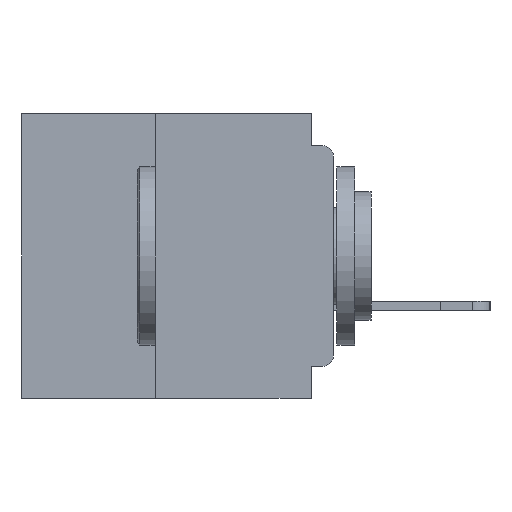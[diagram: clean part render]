
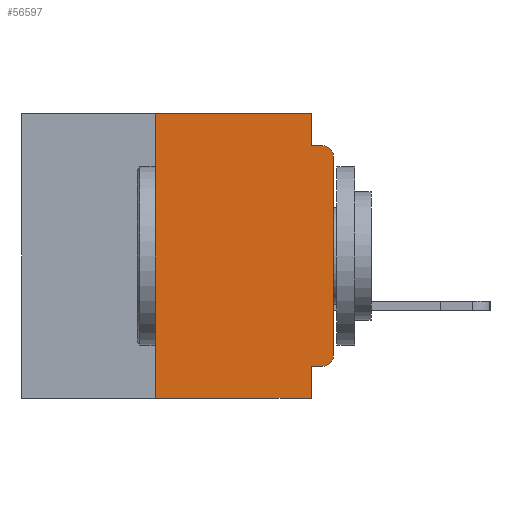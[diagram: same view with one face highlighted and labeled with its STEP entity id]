
A CAD part, left-side view. The second image highlights one B-rep face of the part: STEP entity #56597.
In plain terms, the highlighted planar face has unit normal (-1, 0, 0).
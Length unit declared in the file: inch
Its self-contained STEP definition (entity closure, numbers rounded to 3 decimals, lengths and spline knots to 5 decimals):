
#578 = VECTOR ( 'NONE', #20367, 39.37008 ) ;
#907 = DIRECTION ( 'NONE',  ( 0., 0., -1. ) ) ;
#949 = CARTESIAN_POINT ( 'NONE',  ( 0., 0., 0. ) ) ;
#2388 = VERTEX_POINT ( 'NONE', #10965 ) ;
#2457 = CARTESIAN_POINT ( 'NONE',  ( 0., 0., -0.06 ) ) ;
#3949 = LINE ( 'NONE', #18988, #28406 ) ;
#5726 = ORIENTED_EDGE ( 'NONE', *, *, #20874, .F. ) ;
#7577 = DIRECTION ( 'NONE',  ( 0., 0., -1. ) ) ;
#9619 = ORIENTED_EDGE ( 'NONE', *, *, #49868, .F. ) ;
#9928 = DIRECTION ( 'NONE',  ( -1., 0., 0. ) ) ;
#10965 = CARTESIAN_POINT ( 'NONE',  ( 0., 0., -0.34 ) ) ;
#11015 = VERTEX_POINT ( 'NONE', #35757 ) ;
#15022 = DIRECTION ( 'NONE',  ( 0., 0., 1. ) ) ;
#15080 = LINE ( 'NONE', #15515, #578 ) ;
#15137 = LINE ( 'NONE', #50653, #41089 ) ;
#15308 = CARTESIAN_POINT ( 'NONE',  ( 0., 0.25, 0. ) ) ;
#15390 = DIRECTION ( 'NONE',  ( 1., 0., 0. ) ) ;
#15515 = CARTESIAN_POINT ( 'NONE',  ( 0., 0., -0.045 ) ) ;
#16691 = LINE ( 'NONE', #51516, #54058 ) ;
#17678 = LINE ( 'NONE', #23830, #30745 ) ;
#18147 = VERTEX_POINT ( 'NONE', #27229 ) ;
#18303 = DIRECTION ( 'NONE',  ( -1., 0., 0. ) ) ;
#18988 = CARTESIAN_POINT ( 'NONE',  ( 0., 0., -0.355 ) ) ;
#20367 = DIRECTION ( 'NONE',  ( 0., -1., 0. ) ) ;
#20874 = EDGE_CURVE ( 'NONE', #44101, #11015, #41578, .T. ) ;
#23809 = ORIENTED_EDGE ( 'NONE', *, *, #48292, .F. ) ;
#23830 = CARTESIAN_POINT ( 'NONE',  ( 0., 0.437, 0. ) ) ;
#23848 = VERTEX_POINT ( 'NONE', #40203 ) ;
#23913 = VERTEX_POINT ( 'NONE', #50421 ) ;
#25265 = EDGE_CURVE ( 'NONE', #34044, #23913, #25854, .T. ) ;
#25283 = DIRECTION ( 'NONE',  ( 0., 0., 1. ) ) ;
#25854 = CIRCLE ( 'NONE', #32719, 0.015 ) ;
#27229 = CARTESIAN_POINT ( 'NONE',  ( 0., 0.031, -0.4 ) ) ;
#28406 = VECTOR ( 'NONE', #57932, 39.37008 ) ;
#28621 = ORIENTED_EDGE ( 'NONE', *, *, #40374, .F. ) ;
#30582 = ORIENTED_EDGE ( 'NONE', *, *, #25265, .T. ) ;
#30745 = VECTOR ( 'NONE', #43433, 39.37008 ) ;
#31296 = DIRECTION ( 'NONE',  ( 0., -1., 0. ) ) ;
#31343 = ORIENTED_EDGE ( 'NONE', *, *, #48358, .T. ) ;
#31933 = CARTESIAN_POINT ( 'NONE',  ( 0., 0.031, 0. ) ) ;
#32719 = AXIS2_PLACEMENT_3D ( 'NONE', #39156, #9928, #44012 ) ;
#33624 = ORIENTED_EDGE ( 'NONE', *, *, #37975, .T. ) ;
#34044 = VERTEX_POINT ( 'NONE', #2457 ) ;
#35757 = CARTESIAN_POINT ( 'NONE',  ( 0., 0.031, -0.045 ) ) ;
#36820 = DIRECTION ( 'NONE',  ( 0., 0., -1. ) ) ;
#37262 = AXIS2_PLACEMENT_3D ( 'NONE', #47543, #18303, #52436 ) ;
#37600 = EDGE_CURVE ( 'NONE', #40447, #56002, #3949, .T. ) ;
#37975 = EDGE_CURVE ( 'NONE', #40447, #2388, #42771, .T. ) ;
#37996 = FACE_OUTER_BOUND ( 'NONE', #48802, .T. ) ;
#38555 = CARTESIAN_POINT ( 'NONE',  ( 0., 0.031, 0. ) ) ;
#39156 = CARTESIAN_POINT ( 'NONE',  ( 0., 0.015, -0.06 ) ) ;
#39465 = VECTOR ( 'NONE', #15022, 39.37008 ) ;
#40203 = CARTESIAN_POINT ( 'NONE',  ( 0., 0.25, -0.4 ) ) ;
#40341 = VERTEX_POINT ( 'NONE', #15308 ) ;
#40374 = EDGE_CURVE ( 'NONE', #11015, #23913, #15080, .T. ) ;
#40447 = VERTEX_POINT ( 'NONE', #45366 ) ;
#40967 = LINE ( 'NONE', #44227, #39465 ) ;
#41089 = VECTOR ( 'NONE', #31296, 39.37008 ) ;
#41578 = LINE ( 'NONE', #31933, #57543 ) ;
#42771 = CIRCLE ( 'NONE', #37262, 0.015 ) ;
#43433 = DIRECTION ( 'NONE',  ( 0., -1., 0. ) ) ;
#44012 = DIRECTION ( 'NONE',  ( 0., 0., -1. ) ) ;
#44101 = VERTEX_POINT ( 'NONE', #38555 ) ;
#44227 = CARTESIAN_POINT ( 'NONE',  ( 0., 0.25, -0.4 ) ) ;
#45366 = CARTESIAN_POINT ( 'NONE',  ( 0., 0.015, -0.355 ) ) ;
#46380 = ORIENTED_EDGE ( 'NONE', *, *, #54303, .F. ) ;
#47543 = CARTESIAN_POINT ( 'NONE',  ( 0., 0.015, -0.34 ) ) ;
#47773 = AXIS2_PLACEMENT_3D ( 'NONE', #54369, #15390, #907 ) ;
#48292 = EDGE_CURVE ( 'NONE', #23848, #40341, #40967, .T. ) ;
#48358 = EDGE_CURVE ( 'NONE', #2388, #34044, #50888, .T. ) ;
#48802 = EDGE_LOOP ( 'NONE', ( #31343, #30582, #28621, #5726, #46380, #23809, #49136, #9619, #53396, #33624 ) ) ;
#49136 = ORIENTED_EDGE ( 'NONE', *, *, #56146, .T. ) ;
#49364 = VECTOR ( 'NONE', #25283, 39.37008 ) ;
#49868 = EDGE_CURVE ( 'NONE', #56002, #18147, #16691, .T. ) ;
#50421 = CARTESIAN_POINT ( 'NONE',  ( 0., 0.015, -0.045 ) ) ;
#50653 = CARTESIAN_POINT ( 'NONE',  ( 0., 0.437, -0.4 ) ) ;
#50888 = LINE ( 'NONE', #949, #49364 ) ;
#51516 = CARTESIAN_POINT ( 'NONE',  ( 0., 0.031, -0.4 ) ) ;
#52436 = DIRECTION ( 'NONE',  ( 0., 0., -1. ) ) ;
#53396 = ORIENTED_EDGE ( 'NONE', *, *, #37600, .F. ) ;
#54058 = VECTOR ( 'NONE', #7577, 39.37008 ) ;
#54303 = EDGE_CURVE ( 'NONE', #40341, #44101, #17678, .T. ) ;
#54369 = CARTESIAN_POINT ( 'NONE',  ( 0., 0.437, 0. ) ) ;
#56002 = VERTEX_POINT ( 'NONE', #57261 ) ;
#56146 = EDGE_CURVE ( 'NONE', #23848, #18147, #15137, .T. ) ;
#56597 = ADVANCED_FACE ( 'NONE', ( #37996 ), #59199, .F. ) ;
#57261 = CARTESIAN_POINT ( 'NONE',  ( 0., 0.031, -0.355 ) ) ;
#57543 = VECTOR ( 'NONE', #36820, 39.37008 ) ;
#57932 = DIRECTION ( 'NONE',  ( 0., 1., 0. ) ) ;
#59199 = PLANE ( 'NONE',  #47773 ) ;
